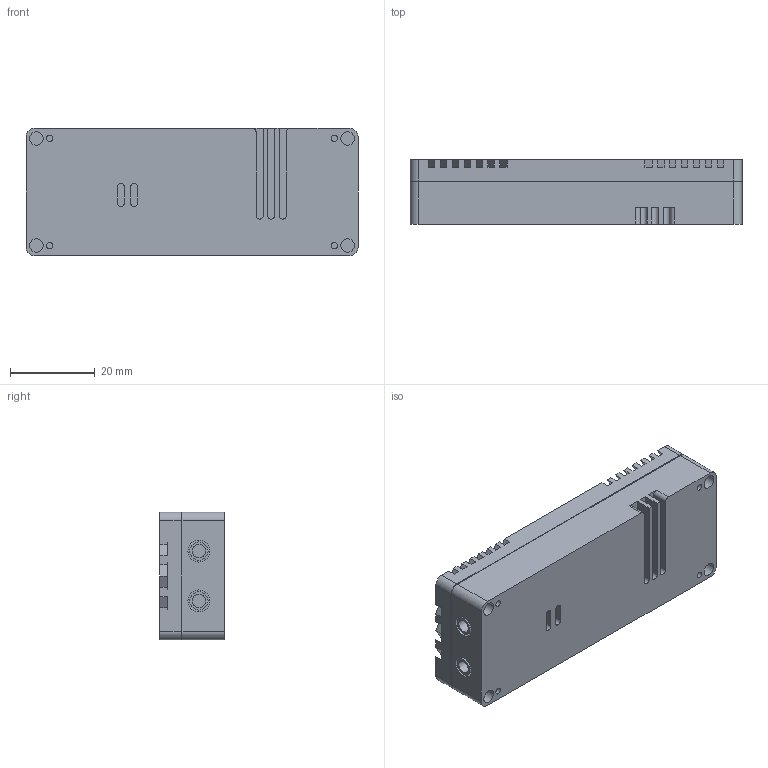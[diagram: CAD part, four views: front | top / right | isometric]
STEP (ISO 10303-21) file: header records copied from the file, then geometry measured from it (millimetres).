
FILE_DESCRIPTION(/* description */ (''),/* implementation_level */ '2;1');
FILE_NAME(/* name */ 'herelink v1.step',/* time_stamp */ '2023-11-02T14:43:48-05:00',/* author */ (''),/* organization */ (''),/* preprocessor_version */ 'ST-DEVELOPER v20',/* originating_system */ 'Autodesk Translation Framework v12.14.0.127',/* authorisation */ '');
FILE_SCHEMA (('AUTOMOTIVE_DESIGN { 1 0 10303 214 3 1 1 }'));
Length unit declared in the file: millimetre
Products named in the file (1): herelink
Bounding box: 78.5 x 15.27 x 30.1 mm (x, y, z)
Volume: 32835.4 mm3; surface area: 13021.4 mm2
Topology: 1 solids, 1 shells, 400 faces, 1029 edges, 678 vertices
Faces by surface type: plane 326, cylinder 62, torus 12
Full cylindrical faces by diameter (mm): 1 x2, 1.5 x4, 1.6 x1, 3.1 x2, 3.25 x4, 4.3 x2, 5.2 x2
Entity records: 12137 total; most frequent: CARTESIAN_POINT 2108, ORIENTED_EDGE 2058, DIRECTION 1967, EDGE_CURVE 1029, LINE 893, VECTOR 893, VERTEX_POINT 678, AXIS2_PLACEMENT_3D 537
